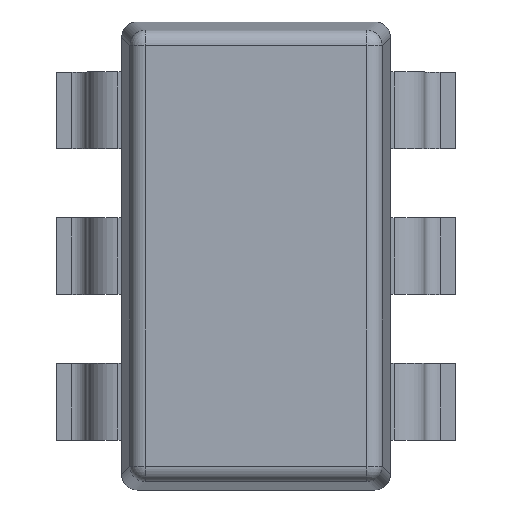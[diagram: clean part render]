
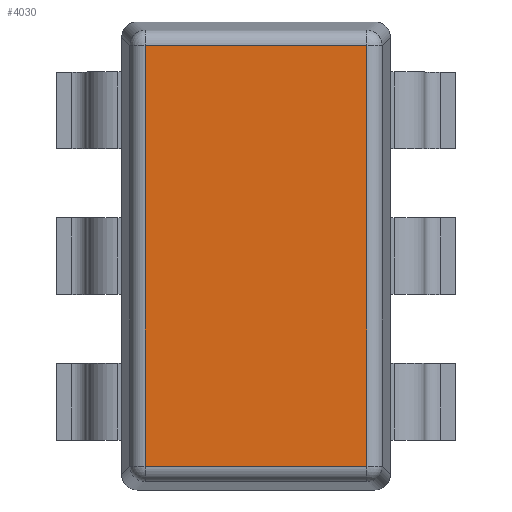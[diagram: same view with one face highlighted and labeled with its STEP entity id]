
A CAD part, top view. The second image highlights one B-rep face of the part: STEP entity #4030.
In plain terms, the highlighted planar face has unit normal (0, 0, 1).
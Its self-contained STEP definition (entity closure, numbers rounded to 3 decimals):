
#3239 = CYLINDRICAL_SURFACE('',#3240,0.1);
#3240 = AXIS2_PLACEMENT_3D('',#3241,#3242,#3243);
#3241 = CARTESIAN_POINT('',(0.153,0.063,1.35));
#3242 = DIRECTION('',(0.,1.,0.));
#3243 = DIRECTION('',(-0.995,0.,0.105));
#3360 = CYLINDRICAL_SURFACE('',#3361,0.1);
#3361 = AXIS2_PLACEMENT_3D('',#3362,#3363,#3364);
#3362 = CARTESIAN_POINT('',(0.063,0.153,1.35));
#3363 = DIRECTION('',(1.,0.,0.));
#3364 = DIRECTION('',(0.,-0.995,0.105));
#3481 = CYLINDRICAL_SURFACE('',#3482,0.1);
#3482 = AXIS2_PLACEMENT_3D('',#3483,#3484,#3485);
#3483 = CARTESIAN_POINT('',(0.063,2.897,1.35));
#3484 = DIRECTION('',(1.,0.,0.));
#3485 = DIRECTION('',(0.,0.995,0.105));
#3557 = CYLINDRICAL_SURFACE('',#3558,0.1);
#3558 = AXIS2_PLACEMENT_3D('',#3559,#3560,#3561);
#3559 = CARTESIAN_POINT('',(1.597,0.063,1.35));
#3560 = DIRECTION('',(0.,1.,0.));
#3561 = DIRECTION('',(0.995,0.,0.105));
#3665 = VERTEX_POINT('',#3666);
#3666 = CARTESIAN_POINT('',(0.153,0.153,1.45));
#3694 = EDGE_CURVE('',#3665,#3695,#3697,.T.);
#3695 = VERTEX_POINT('',#3696);
#3696 = CARTESIAN_POINT('',(0.153,2.897,1.45));
#3697 = SURFACE_CURVE('',#3698,(#3702,#3709),.PCURVE_S1.);
#3698 = LINE('',#3699,#3700);
#3699 = CARTESIAN_POINT('',(0.153,0.063,1.45));
#3700 = VECTOR('',#3701,1.);
#3701 = DIRECTION('',(0.,1.,0.));
#3702 = PCURVE('',#3239,#3703);
#3703 = DEFINITIONAL_REPRESENTATION('',(#3704),#3708);
#3704 = LINE('',#3705,#3706);
#3705 = CARTESIAN_POINT('',(1.466,0.));
#3706 = VECTOR('',#3707,1.);
#3707 = DIRECTION('',(0.,1.));
#3708 = ( GEOMETRIC_REPRESENTATION_CONTEXT(2) 
PARAMETRIC_REPRESENTATION_CONTEXT() REPRESENTATION_CONTEXT('2D SPACE',''
  ) );
#3709 = PCURVE('',#3710,#3715);
#3710 = PLANE('',#3711);
#3711 = AXIS2_PLACEMENT_3D('',#3712,#3713,#3714);
#3712 = CARTESIAN_POINT('',(0.,0.,1.45));
#3713 = DIRECTION('',(0.,0.,1.));
#3714 = DIRECTION('',(1.,0.,0.));
#3715 = DEFINITIONAL_REPRESENTATION('',(#3716),#3720);
#3716 = LINE('',#3717,#3718);
#3717 = CARTESIAN_POINT('',(0.153,0.063));
#3718 = VECTOR('',#3719,1.);
#3719 = DIRECTION('',(0.,1.));
#3720 = ( GEOMETRIC_REPRESENTATION_CONTEXT(2) 
PARAMETRIC_REPRESENTATION_CONTEXT() REPRESENTATION_CONTEXT('2D SPACE',''
  ) );
#3778 = VERTEX_POINT('',#3779);
#3779 = CARTESIAN_POINT('',(1.597,0.153,1.45));
#3799 = EDGE_CURVE('',#3665,#3778,#3800,.T.);
#3800 = SURFACE_CURVE('',#3801,(#3805,#3812),.PCURVE_S1.);
#3801 = LINE('',#3802,#3803);
#3802 = CARTESIAN_POINT('',(0.063,0.153,1.45));
#3803 = VECTOR('',#3804,1.);
#3804 = DIRECTION('',(1.,0.,0.));
#3805 = PCURVE('',#3360,#3806);
#3806 = DEFINITIONAL_REPRESENTATION('',(#3807),#3811);
#3807 = LINE('',#3808,#3809);
#3808 = CARTESIAN_POINT('',(4.817,0.));
#3809 = VECTOR('',#3810,1.);
#3810 = DIRECTION('',(0.,1.));
#3811 = ( GEOMETRIC_REPRESENTATION_CONTEXT(2) 
PARAMETRIC_REPRESENTATION_CONTEXT() REPRESENTATION_CONTEXT('2D SPACE',''
  ) );
#3812 = PCURVE('',#3710,#3813);
#3813 = DEFINITIONAL_REPRESENTATION('',(#3814),#3818);
#3814 = LINE('',#3815,#3816);
#3815 = CARTESIAN_POINT('',(0.063,0.153));
#3816 = VECTOR('',#3817,1.);
#3817 = DIRECTION('',(1.,0.));
#3818 = ( GEOMETRIC_REPRESENTATION_CONTEXT(2) 
PARAMETRIC_REPRESENTATION_CONTEXT() REPRESENTATION_CONTEXT('2D SPACE',''
  ) );
#3902 = EDGE_CURVE('',#3695,#3903,#3905,.T.);
#3903 = VERTEX_POINT('',#3904);
#3904 = CARTESIAN_POINT('',(1.597,2.897,1.45));
#3905 = SURFACE_CURVE('',#3906,(#3910,#3917),.PCURVE_S1.);
#3906 = LINE('',#3907,#3908);
#3907 = CARTESIAN_POINT('',(0.063,2.897,1.45));
#3908 = VECTOR('',#3909,1.);
#3909 = DIRECTION('',(1.,0.,0.));
#3910 = PCURVE('',#3481,#3911);
#3911 = DEFINITIONAL_REPRESENTATION('',(#3912),#3916);
#3912 = LINE('',#3913,#3914);
#3913 = CARTESIAN_POINT('',(1.466,0.));
#3914 = VECTOR('',#3915,1.);
#3915 = DIRECTION('',(0.,1.));
#3916 = ( GEOMETRIC_REPRESENTATION_CONTEXT(2) 
PARAMETRIC_REPRESENTATION_CONTEXT() REPRESENTATION_CONTEXT('2D SPACE',''
  ) );
#3917 = PCURVE('',#3710,#3918);
#3918 = DEFINITIONAL_REPRESENTATION('',(#3919),#3923);
#3919 = LINE('',#3920,#3921);
#3920 = CARTESIAN_POINT('',(0.063,2.897));
#3921 = VECTOR('',#3922,1.);
#3922 = DIRECTION('',(1.,0.));
#3923 = ( GEOMETRIC_REPRESENTATION_CONTEXT(2) 
PARAMETRIC_REPRESENTATION_CONTEXT() REPRESENTATION_CONTEXT('2D SPACE',''
  ) );
#3969 = EDGE_CURVE('',#3778,#3903,#3970,.T.);
#3970 = SURFACE_CURVE('',#3971,(#3975,#3982),.PCURVE_S1.);
#3971 = LINE('',#3972,#3973);
#3972 = CARTESIAN_POINT('',(1.597,0.063,1.45));
#3973 = VECTOR('',#3974,1.);
#3974 = DIRECTION('',(0.,1.,0.));
#3975 = PCURVE('',#3557,#3976);
#3976 = DEFINITIONAL_REPRESENTATION('',(#3977),#3981);
#3977 = LINE('',#3978,#3979);
#3978 = CARTESIAN_POINT('',(4.817,0.));
#3979 = VECTOR('',#3980,1.);
#3980 = DIRECTION('',(0.,1.));
#3981 = ( GEOMETRIC_REPRESENTATION_CONTEXT(2) 
PARAMETRIC_REPRESENTATION_CONTEXT() REPRESENTATION_CONTEXT('2D SPACE',''
  ) );
#3982 = PCURVE('',#3710,#3983);
#3983 = DEFINITIONAL_REPRESENTATION('',(#3984),#3988);
#3984 = LINE('',#3985,#3986);
#3985 = CARTESIAN_POINT('',(1.597,0.063));
#3986 = VECTOR('',#3987,1.);
#3987 = DIRECTION('',(0.,1.));
#3988 = ( GEOMETRIC_REPRESENTATION_CONTEXT(2) 
PARAMETRIC_REPRESENTATION_CONTEXT() REPRESENTATION_CONTEXT('2D SPACE',''
  ) );
#4030 = ADVANCED_FACE('',(#4031),#3710,.T.);
#4031 = FACE_BOUND('',#4032,.T.);
#4032 = EDGE_LOOP('',(#4033,#4034,#4035,#4036));
#4033 = ORIENTED_EDGE('',*,*,#3694,.F.);
#4034 = ORIENTED_EDGE('',*,*,#3799,.T.);
#4035 = ORIENTED_EDGE('',*,*,#3969,.T.);
#4036 = ORIENTED_EDGE('',*,*,#3902,.F.);
